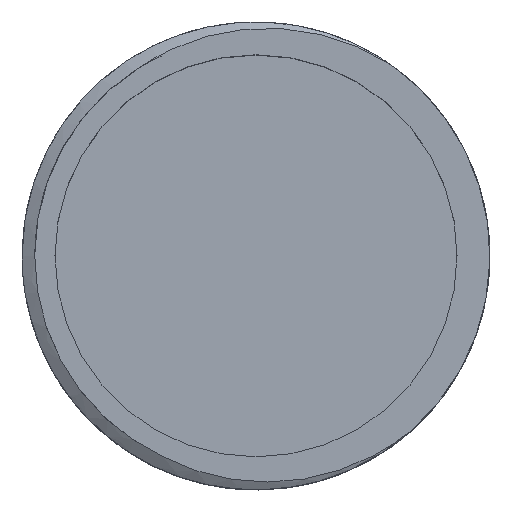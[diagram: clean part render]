
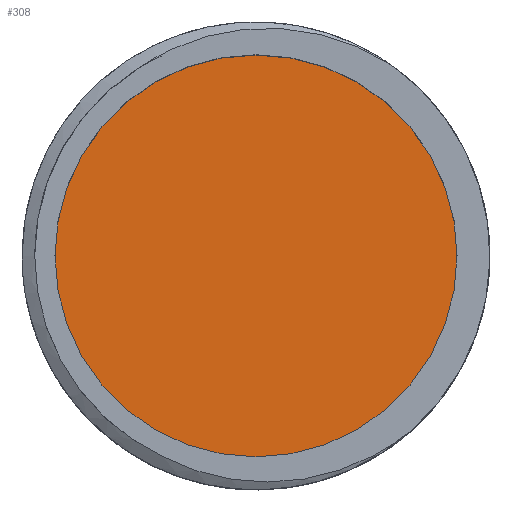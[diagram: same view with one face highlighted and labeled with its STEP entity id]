
A CAD part, top view. The second image highlights one B-rep face of the part: STEP entity #308.
In plain terms, the highlighted planar face has unit normal (0, 0, 1).
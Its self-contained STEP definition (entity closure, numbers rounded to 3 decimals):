
#17=PLANE('',#345);
#37=FACE_OUTER_BOUND('',#56,.T.);
#56=EDGE_LOOP('',(#274));
#64=CIRCLE('',#343,20.5);
#143=VERTEX_POINT('',#2031);
#188=EDGE_CURVE('',#143,#143,#64,.T.);
#274=ORIENTED_EDGE('',*,*,#188,.T.);
#308=ADVANCED_FACE('',(#37),#17,.T.);
#343=AXIS2_PLACEMENT_3D('',#2033,#398,#399);
#345=AXIS2_PLACEMENT_3D('',#2035,#402,#403);
#398=DIRECTION('center_axis',(0.,0.,1.));
#399=DIRECTION('ref_axis',(1.,0.,0.));
#402=DIRECTION('center_axis',(0.,0.,1.));
#403=DIRECTION('ref_axis',(1.,0.,0.));
#2031=CARTESIAN_POINT('',(-20.5,0.,2.));
#2033=CARTESIAN_POINT('Origin',(0.,0.,2.));
#2035=CARTESIAN_POINT('Origin',(0.,0.,2.));
